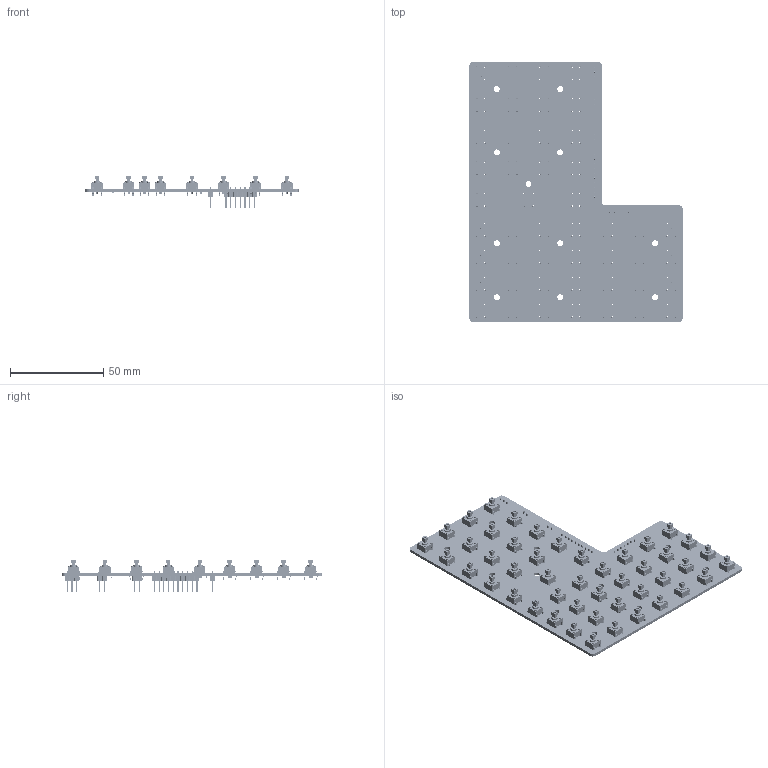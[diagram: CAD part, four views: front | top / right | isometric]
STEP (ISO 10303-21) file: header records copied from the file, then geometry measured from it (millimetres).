
FILE_DESCRIPTION(('KiCad electronic assembly'),'2;1');
FILE_NAME('OH-58D MFK.step','2025-01-07T21:13:45',('Pcbnew'),('Kicad'), 'Open CASCADE STEP processor 7.8','KiCad to STEP converter','Unknown' );
FILE_SCHEMA(('AUTOMOTIVE_DESIGN { 1 0 10303 214 1 1 1 1 }'));
Length unit declared in the file: millimetre
Products named in the file (16): OH-58D MFK 1; b3f-1050; b3f-1050_1; D_0805_2012Metric; D_0805; PinHeader_1x07_P2.54mm_Vertical; PinHeader_1x07_P254mm_Vertical; R_0805_2012Metric; PinHeader_1x10_P2.54mm_Vertical; PinHeader_1x10_P254mm_Vertical; PinHeader_1x03_P2.54mm_Vertical; PinHeader_1x03_P254mm_Vertical; PinHeader_1x02_P2.54mm_Vertical; PinHeader_1x02_P254mm_Vertical; OH-58D MFK_PCB
Assembly tree (120 placements, depth 3):
  OH-58D MFK 1
    b3f-1050  x47
      b3f-1050_1
    D_0805_2012Metric  x51
      D_0805
    PinHeader_1x07_P2.54mm_Vertical
      PinHeader_1x07_P254mm_Vertical
    R_0805_2012Metric  x9
      R_0805_2012Metric
    PinHeader_1x10_P2.54mm_Vertical
      PinHeader_1x10_P254mm_Vertical
    PinHeader_1x03_P2.54mm_Vertical
      PinHeader_1x03_P254mm_Vertical
    PinHeader_1x02_P2.54mm_Vertical  x2
      PinHeader_1x02_P254mm_Vertical
    OH-58D MFK_PCB
Bounding box: 114.5 x 140 x 17.54 mm (x, y, z)
Volume: 26986.5 mm3; surface area: 41936.2 mm2
Topology: 160 solids, 160 shells, 6916 faces, 17571 edges, 11638 vertices
Faces by surface type: plane 5243, cylinder 1673
Full cylindrical faces by diameter (mm): 1 x212, 3.2 x11
Entity records: 34920 total; most frequent: CARTESIAN_POINT 5046, DIRECTION 5021, ORIENTED_EDGE 4794, EDGE_CURVE 2397, LINE 1867, VECTOR 1867, AXIS2_PLACEMENT_3D 1577, VERTEX_POINT 1538
